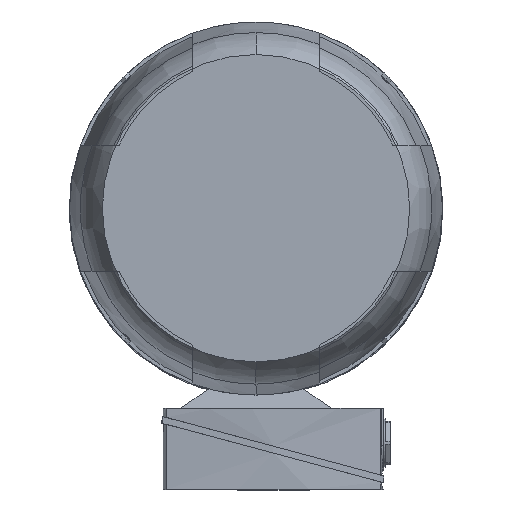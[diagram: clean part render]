
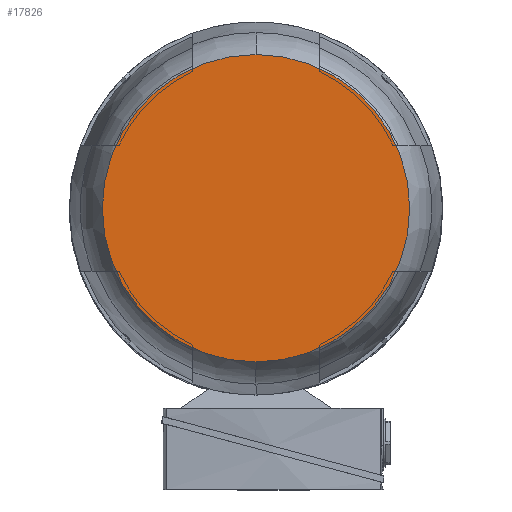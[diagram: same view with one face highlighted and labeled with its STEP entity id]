
A CAD part, top view. The second image highlights one B-rep face of the part: STEP entity #17826.
In plain terms, the highlighted face is planar.
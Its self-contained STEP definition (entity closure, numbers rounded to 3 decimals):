
#417 = CARTESIAN_POINT ( 'NONE',  ( 0., 620., 0. ) ) ;
#1984 = CARTESIAN_POINT ( 'NONE',  ( 0., 620., 0. ) ) ;
#4126 = ORIENTED_EDGE ( 'NONE', *, *, #6395, .T. ) ;
#5713 = EDGE_CURVE ( 'NONE', #56028, #38167, #6325, .T. ) ;
#6325 = CIRCLE ( 'NONE', #13708, 185. ) ;
#6395 = EDGE_CURVE ( 'NONE', #38167, #56028, #42351, .T. ) ;
#12343 = FACE_OUTER_BOUND ( 'NONE', #27384, .T. ) ;
#12747 = AXIS2_PLACEMENT_3D ( 'NONE', #14321, #13763, #27885 ) ;
#13154 = DIRECTION ( 'NONE',  ( 0., 1., 0. ) ) ;
#13708 = AXIS2_PLACEMENT_3D ( 'NONE', #1984, #20448, #41824 ) ;
#13763 = DIRECTION ( 'NONE',  ( 0., 1., 0. ) ) ;
#14321 = CARTESIAN_POINT ( 'NONE',  ( 0., 620., 92.5 ) ) ;
#14344 = CARTESIAN_POINT ( 'NONE',  ( 0., 620., -185. ) ) ;
#17826 = ADVANCED_FACE ( 'NONE', ( #12343 ), #27293, .T. ) ;
#20448 = DIRECTION ( 'NONE',  ( 0., 1., 0. ) ) ;
#27293 = PLANE ( 'NONE',  #12747 ) ;
#27384 = EDGE_LOOP ( 'NONE', ( #34610, #4126 ) ) ;
#27885 = DIRECTION ( 'NONE',  ( 0., 0., 1. ) ) ;
#34610 = ORIENTED_EDGE ( 'NONE', *, *, #5713, .T. ) ;
#38167 = VERTEX_POINT ( 'NONE', #52041 ) ;
#39418 = DIRECTION ( 'NONE',  ( 0., 0., 1. ) ) ;
#41824 = DIRECTION ( 'NONE',  ( 0., 0., 1. ) ) ;
#42351 = CIRCLE ( 'NONE', #54313, 185. ) ;
#52041 = CARTESIAN_POINT ( 'NONE',  ( 0., 620., 185. ) ) ;
#54313 = AXIS2_PLACEMENT_3D ( 'NONE', #417, #13154, #39418 ) ;
#56028 = VERTEX_POINT ( 'NONE', #14344 ) ;
